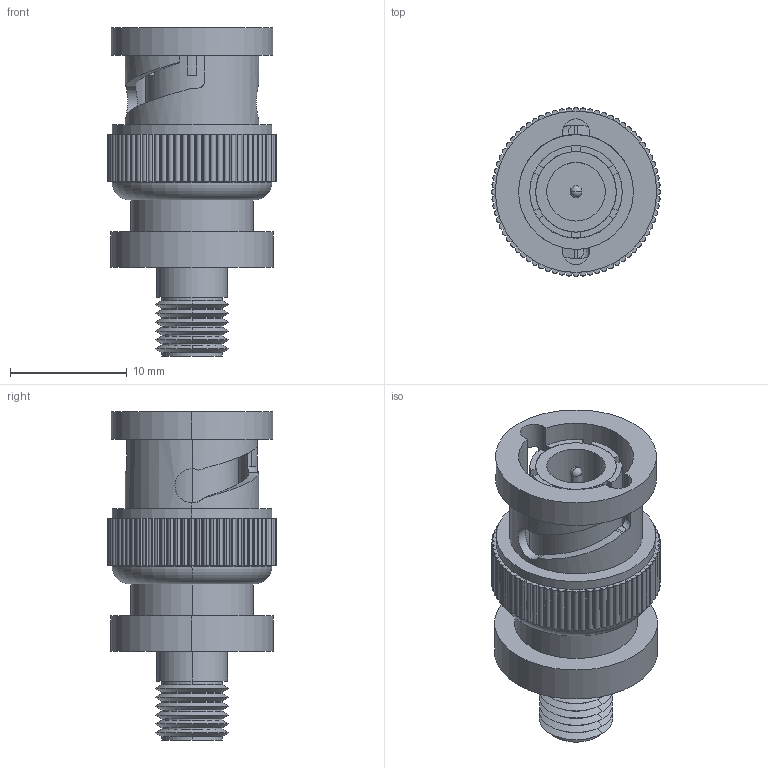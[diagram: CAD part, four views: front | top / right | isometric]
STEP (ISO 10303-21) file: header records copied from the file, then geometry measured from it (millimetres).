
FILE_DESCRIPTION (( 'STEP AP214' ), '1' );
FILE_NAME ('FMAD10076_3D.step', '2025-02-24T20:24:53', ( '' ), ( '' ), 'SwSTEP 2.0', 'SolidWorks 2022', '' );
FILE_SCHEMA (( 'AUTOMOTIVE_DESIGN' ));
Length unit declared in the file: inch
Products named in the file (1): FMAD10076_3D
Bounding box: 14.48 x 14.48 x 28.19 mm (x, y, z)
Volume: 2233 mm3; surface area: 3146.1 mm2
Topology: 2 solids, 2 shells, 378 faces, 1077 edges, 711 vertices
Faces by surface type: plane 187, cylinder 155, cone 24, bspline 8, sphere 2, torus 2
Entity records: 12954 total; most frequent: CARTESIAN_POINT 2689, ORIENTED_EDGE 2146, DIRECTION 2125, EDGE_CURVE 1073, AXIS2_PLACEMENT_3D 731, VERTEX_POINT 709, VECTOR 663, LINE 663
